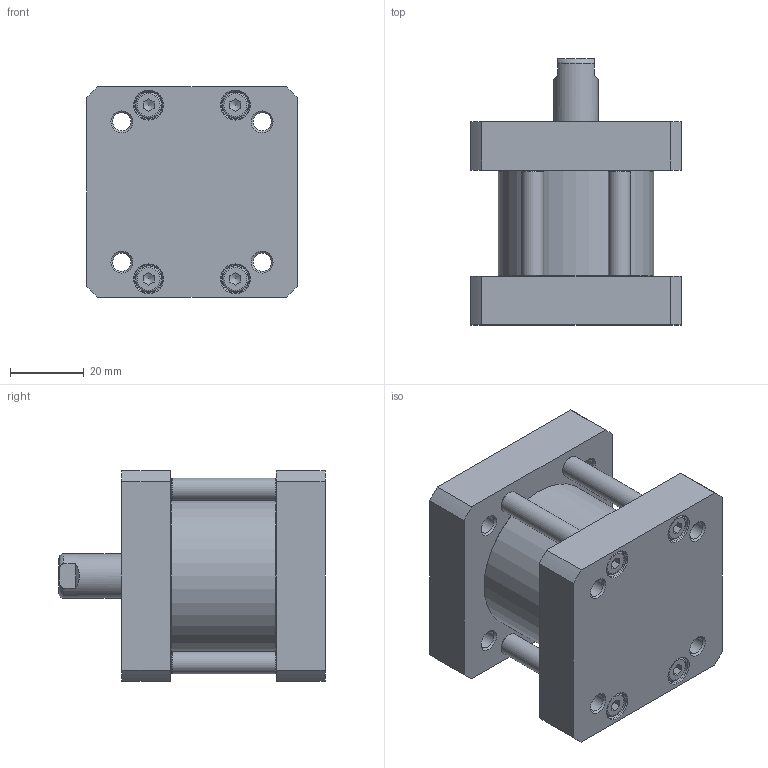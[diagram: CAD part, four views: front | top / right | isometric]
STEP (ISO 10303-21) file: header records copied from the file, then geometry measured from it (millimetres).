
FILE_DESCRIPTION((''),'2;1');
FILE_NAME('XSEM040.010.GS.F.stp','2014-05-20T14:40:52',('carlo.corazza'),(''),'Autodesk Inventor 2012','Autodesk Inventor 2012','');
FILE_SCHEMA(('AUTOMOTIVE_DESIGN { 1 0 10303 214 1 1 1 1 }'));
Length unit declared in the file: millimetre
Products named in the file (6): XSEM040..GS.F; CORPO-010; STELO-010; TA; TIRANTE-010; TP
Assembly tree (8 placements, depth 2):
  XSEM040..GS.F
    CORPO-010
    STELO-010
    TA
    TIRANTE-010  x4
    TP
Bounding box: 57 x 72 x 57 mm (x, y, z)
Volume: 88888.6 mm3; surface area: 36593.6 mm2
Topology: 8 solids, 17 shells, 258 faces, 570 edges, 355 vertices
Faces by surface type: plane 103, cone 81, cylinder 62, torus 12
Full cylindrical faces by diameter (mm): 3 x2, 3.242 x4, 4.9 x8, 4.917 x9, 6 x4, 6.647 x1, 7 x8, 7.5 x8, 8.566 x2, 12 x1, 12.54 x1, 13.7 x1, 14 x1, 16.32 x1, 16.5 x1, 40 x1, 42 x1
Entity records: 6202 total; most frequent: CARTESIAN_POINT 1186, DIRECTION 988, ORIENTED_EDGE 734, AXIS2_PLACEMENT_3D 427, EDGE_LOOP 416, EDGE_CURVE 367, VERTEX_POINT 299, STYLED_ITEM 239
